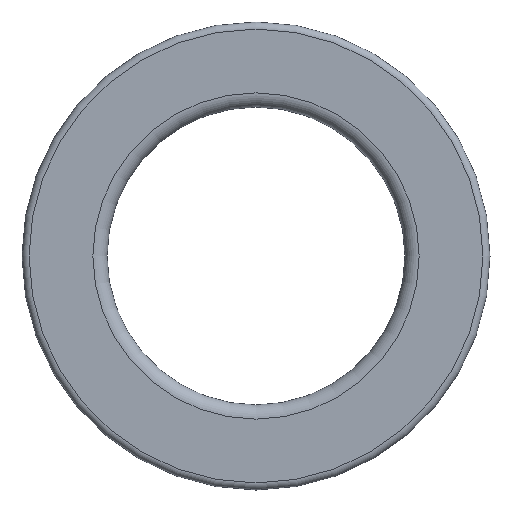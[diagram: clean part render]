
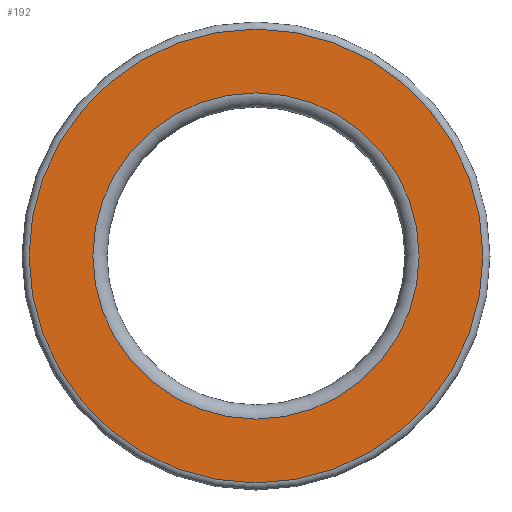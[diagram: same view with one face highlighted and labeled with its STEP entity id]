
A CAD part, left-side view. The second image highlights one B-rep face of the part: STEP entity #192.
In plain terms, the highlighted planar face has unit normal (-1, 0, 0).
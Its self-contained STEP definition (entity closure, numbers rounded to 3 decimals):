
#27=FACE_BOUND('',#47,.T.);
#31=PLANE('',#228);
#36=FACE_OUTER_BOUND('',#46,.T.);
#46=EDGE_LOOP('',(#140,#141));
#47=EDGE_LOOP('',(#142,#143));
#59=CIRCLE('',#222,11.5);
#64=CIRCLE('',#227,11.5);
#65=CIRCLE('',#229,16.);
#66=CIRCLE('',#230,16.);
#83=VERTEX_POINT('',#331);
#84=VERTEX_POINT('',#332);
#88=VERTEX_POINT('',#343);
#89=VERTEX_POINT('',#344);
#105=EDGE_CURVE('',#83,#84,#59,.T.);
#110=EDGE_CURVE('',#84,#83,#64,.T.);
#111=EDGE_CURVE('',#88,#89,#65,.T.);
#112=EDGE_CURVE('',#89,#88,#66,.T.);
#140=ORIENTED_EDGE('',*,*,#111,.F.);
#141=ORIENTED_EDGE('',*,*,#112,.F.);
#142=ORIENTED_EDGE('',*,*,#105,.F.);
#143=ORIENTED_EDGE('',*,*,#110,.F.);
#192=ADVANCED_FACE('',(#36,#27),#31,.T.);
#222=AXIS2_PLACEMENT_3D('',#333,#259,#260);
#227=AXIS2_PLACEMENT_3D('',#341,#269,#270);
#228=AXIS2_PLACEMENT_3D('',#342,#271,#272);
#229=AXIS2_PLACEMENT_3D('',#345,#273,#274);
#230=AXIS2_PLACEMENT_3D('',#346,#275,#276);
#259=DIRECTION('center_axis',(-1.,0.,0.));
#260=DIRECTION('ref_axis',(0.,-1.,0.));
#269=DIRECTION('center_axis',(-1.,0.,0.));
#270=DIRECTION('ref_axis',(0.,-1.,0.));
#271=DIRECTION('center_axis',(-1.,0.,0.));
#272=DIRECTION('ref_axis',(0.,0.,1.));
#273=DIRECTION('center_axis',(1.,0.,0.));
#274=DIRECTION('ref_axis',(0.,-1.,0.));
#275=DIRECTION('center_axis',(1.,0.,0.));
#276=DIRECTION('ref_axis',(0.,-1.,0.));
#331=CARTESIAN_POINT('',(0.,11.5,0.));
#332=CARTESIAN_POINT('',(0.,0.,11.5));
#333=CARTESIAN_POINT('Origin',(0.,0.,0.));
#341=CARTESIAN_POINT('Origin',(0.,0.,0.));
#342=CARTESIAN_POINT('Origin',(0.,13.5,0.));
#343=CARTESIAN_POINT('',(0.,16.,0.));
#344=CARTESIAN_POINT('',(0.,0.,16.));
#345=CARTESIAN_POINT('Origin',(0.,0.,0.));
#346=CARTESIAN_POINT('Origin',(0.,0.,0.));
